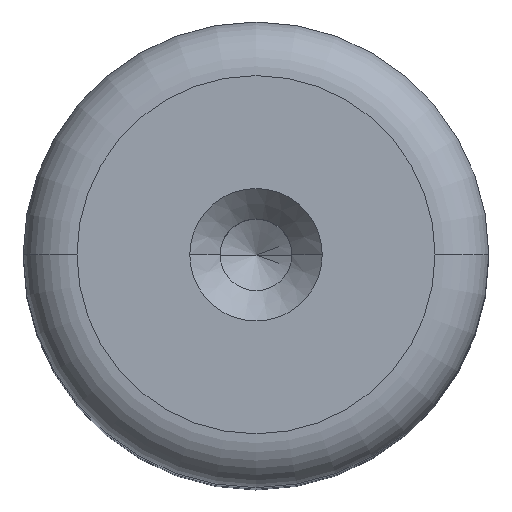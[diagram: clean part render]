
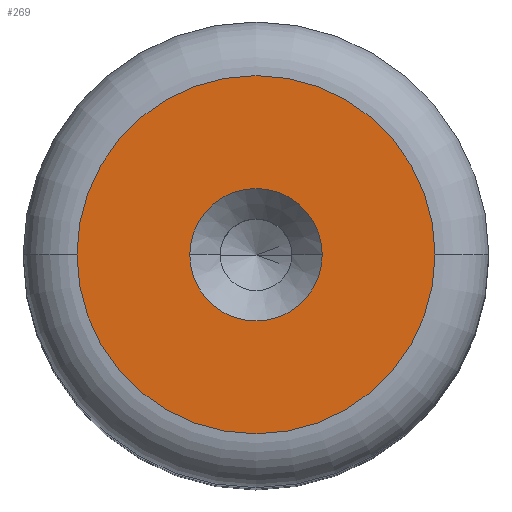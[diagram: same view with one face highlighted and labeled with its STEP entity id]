
A CAD part, top view. The second image highlights one B-rep face of the part: STEP entity #269.
In plain terms, the highlighted planar face has unit normal (0, 0, 1).
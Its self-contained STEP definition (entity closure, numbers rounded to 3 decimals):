
#14 = DIRECTION ( 'NONE',  ( 1., 0., 0. ) ) ;
#63 = DIRECTION ( 'NONE',  ( 1., 0., 0. ) ) ;
#65 = VERTEX_POINT ( 'NONE', #1112 ) ;
#92 = CARTESIAN_POINT ( 'NONE',  ( -1.85, 0., 40. ) ) ;
#170 = CARTESIAN_POINT ( 'NONE',  ( 1.85, 0., 40. ) ) ;
#183 = CARTESIAN_POINT ( 'NONE',  ( 0., 0., 40. ) ) ;
#269 = ADVANCED_FACE ( 'NONE', ( #1517, #888 ), #933, .T. ) ;
#303 = DIRECTION ( 'NONE',  ( 1., 0., 0. ) ) ;
#312 = VERTEX_POINT ( 'NONE', #170 ) ;
#343 = AXIS2_PLACEMENT_3D ( 'NONE', #1512, #812, #63 ) ;
#387 = ORIENTED_EDGE ( 'NONE', *, *, #493, .T. ) ;
#391 = AXIS2_PLACEMENT_3D ( 'NONE', #1138, #781, #14 ) ;
#401 = CIRCLE ( 'NONE', #1450, 5. ) ;
#493 = EDGE_CURVE ( 'NONE', #969, #65, #401, .T. ) ;
#546 = VERTEX_POINT ( 'NONE', #92 ) ;
#554 = CARTESIAN_POINT ( 'NONE',  ( 0., 0., 40. ) ) ;
#575 = CARTESIAN_POINT ( 'NONE',  ( -5., 0., 40. ) ) ;
#618 = EDGE_LOOP ( 'NONE', ( #857, #1414 ) ) ;
#665 = AXIS2_PLACEMENT_3D ( 'NONE', #554, #1394, #684 ) ;
#684 = DIRECTION ( 'NONE',  ( 1., 0., 0. ) ) ;
#707 = DIRECTION ( 'NONE',  ( 0., 0., 1. ) ) ;
#712 = CIRCLE ( 'NONE', #665, 5. ) ;
#781 = DIRECTION ( 'NONE',  ( 0., 0., 1. ) ) ;
#812 = DIRECTION ( 'NONE',  ( 0., 0., 1. ) ) ;
#832 = EDGE_CURVE ( 'NONE', #546, #312, #1043, .T. ) ;
#857 = ORIENTED_EDGE ( 'NONE', *, *, #1567, .F. ) ;
#878 = EDGE_LOOP ( 'NONE', ( #1242, #387 ) ) ;
#888 = FACE_OUTER_BOUND ( 'NONE', #878, .T. ) ;
#933 = PLANE ( 'NONE',  #391 ) ;
#969 = VERTEX_POINT ( 'NONE', #575 ) ;
#1027 = DIRECTION ( 'NONE',  ( 0., 0., 1. ) ) ;
#1038 = AXIS2_PLACEMENT_3D ( 'NONE', #183, #1027, #303 ) ;
#1043 = CIRCLE ( 'NONE', #343, 1.85 ) ;
#1060 = CIRCLE ( 'NONE', #1038, 1.85 ) ;
#1107 = EDGE_CURVE ( 'NONE', #65, #969, #712, .T. ) ;
#1112 = CARTESIAN_POINT ( 'NONE',  ( 5., 0., 40. ) ) ;
#1138 = CARTESIAN_POINT ( 'NONE',  ( 0., 0., 40. ) ) ;
#1242 = ORIENTED_EDGE ( 'NONE', *, *, #1107, .T. ) ;
#1394 = DIRECTION ( 'NONE',  ( 0., 0., 1. ) ) ;
#1414 = ORIENTED_EDGE ( 'NONE', *, *, #832, .F. ) ;
#1420 = CARTESIAN_POINT ( 'NONE',  ( 0., 0., 40. ) ) ;
#1450 = AXIS2_PLACEMENT_3D ( 'NONE', #1420, #707, #1531 ) ;
#1512 = CARTESIAN_POINT ( 'NONE',  ( 0., 0., 40. ) ) ;
#1517 = FACE_BOUND ( 'NONE', #618, .T. ) ;
#1531 = DIRECTION ( 'NONE',  ( 1., 0., 0. ) ) ;
#1567 = EDGE_CURVE ( 'NONE', #312, #546, #1060, .T. ) ;
